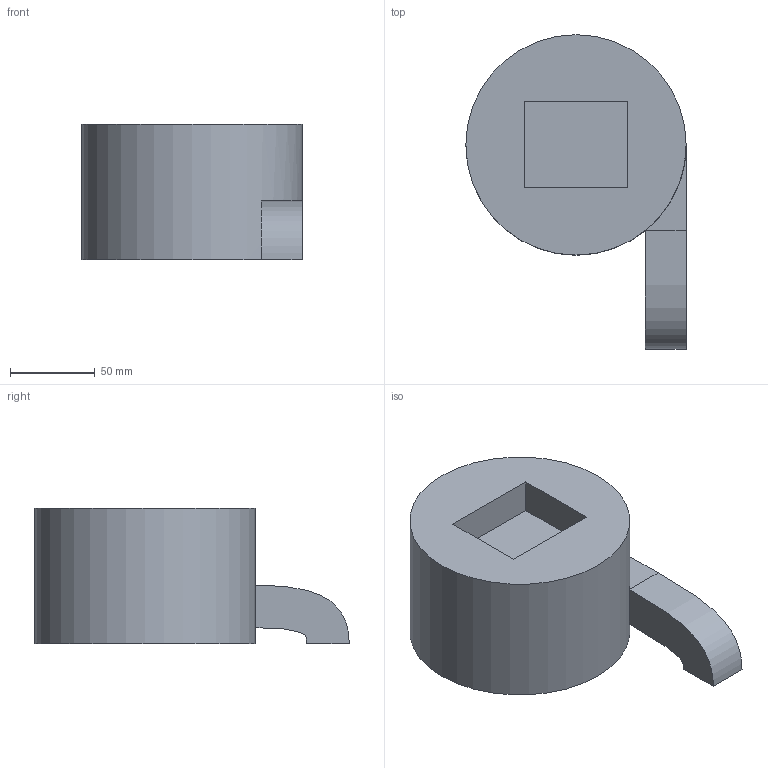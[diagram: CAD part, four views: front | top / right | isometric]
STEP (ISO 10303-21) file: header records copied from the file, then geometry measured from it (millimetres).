
FILE_DESCRIPTION(/* description */ (''),/* implementation_level */ '2;1');
FILE_NAME(/* name */ 'Dust Bin CFD.stp',/* time_stamp */ '2020-04-16T11:02:12-04:00',/* author */ ('pengpeng'),/* organization */ (''),/* preprocessor_version */ 'ST-DEVELOPER v18',/* originating_system */ 'Autodesk Inventor 2020',/* authorisation */ '');
FILE_SCHEMA (('AUTOMOTIVE_DESIGN { 1 0 10303 214 3 1 1 }'));
Length unit declared in the file: millimetre
Products named in the file (1): Dust Bin CFD
Bounding box: 130 x 185.44 x 80 mm (x, y, z)
Volume: 1048854.4 mm3; surface area: 71815.8 mm2
Topology: 1 solids, 1 shells, 15 faces, 33 edges, 22 vertices
Faces by surface type: plane 12, bspline 2, cylinder 1
Full cylindrical faces by diameter (mm): 130 x1
Entity records: 558 total; most frequent: CARTESIAN_POINT 189, ORIENTED_EDGE 66, DIRECTION 63, EDGE_CURVE 33, LINE 23, VECTOR 23, VERTEX_POINT 22, AXIS2_PLACEMENT_3D 20
